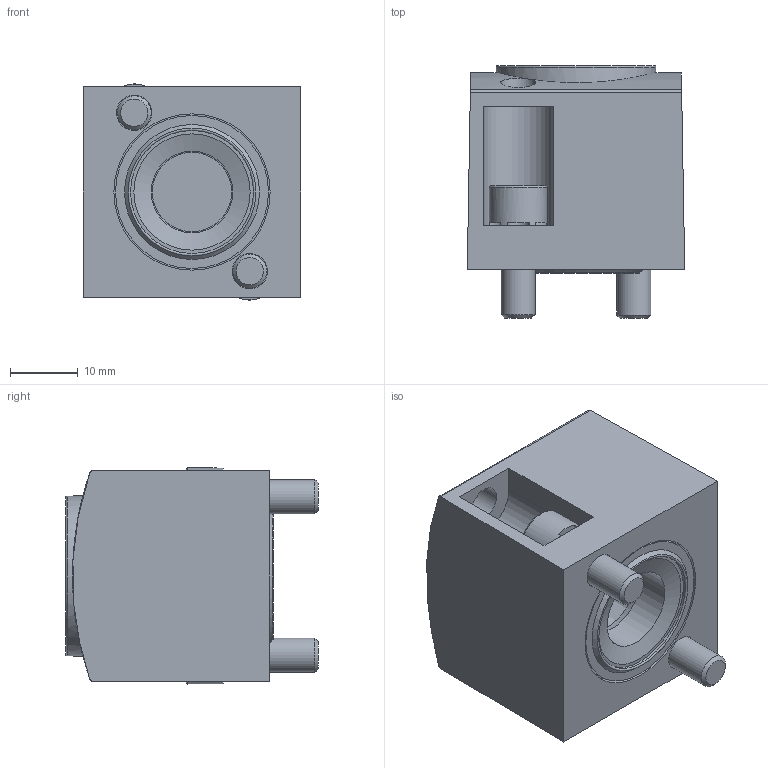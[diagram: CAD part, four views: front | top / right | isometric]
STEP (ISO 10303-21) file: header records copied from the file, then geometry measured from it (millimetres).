
FILE_DESCRIPTION(/* description */ ('STEP AP214'),/* implementation_level */ '2;1');
FILE_NAME(/* name */ '8026334_VABB-B10-30-A',/* time_stamp */ '2024-09-15T16:37:14+02:00',/* author */ ('License CC BY-ND 4.0'),/* organization */ ('CADENAS'),/* preprocessor_version */ 'ST-DEVELOPER v19.3',/* originating_system */ 'PARTsolutions',/* authorisation */ ' ');
FILE_SCHEMA (('AUTOMOTIVE_DESIGN {1 0 10303 214 3 1 1}'));
Length unit declared in the file: millimetre
Products named in the file (4): 8026334 VABB-B10-30-A; 8026334 VABB-B10-30-A---(P); 2846556 F-M5x14-10.9; 1654919 VUVS-G38---(S)
Assembly tree (4 placements, depth 2):
  8026334 VABB-B10-30-A
    8026334 VABB-B10-30-A---(P)
    2846556 F-M5x14-10.9  x2
    1654919 VUVS-G38---(S)
Bounding box: 32 x 37.15 x 31.8 mm (x, y, z)
Volume: 22541.9 mm3; surface area: 9663 mm2
Topology: 4 solids, 4 shells, 117 faces, 273 edges, 174 vertices
Faces by surface type: plane 63, cylinder 32, cone 16, torus 6
Full cylindrical faces by diameter (mm): 4.75 x2, 5 x2, 5.2 x4, 8.5 x2, 12 x1, 15.1 x1, 18.1 x1, 22.5 x1, 23 x1
Entity records: 2269 total; most frequent: CARTESIAN_POINT 410, DIRECTION 392, ORIENTED_EDGE 298, AXIS2_PLACEMENT_3D 165, EDGE_CURVE 149, FACE_BOUND 131, EDGE_LOOP 130, VERTEX_POINT 112
